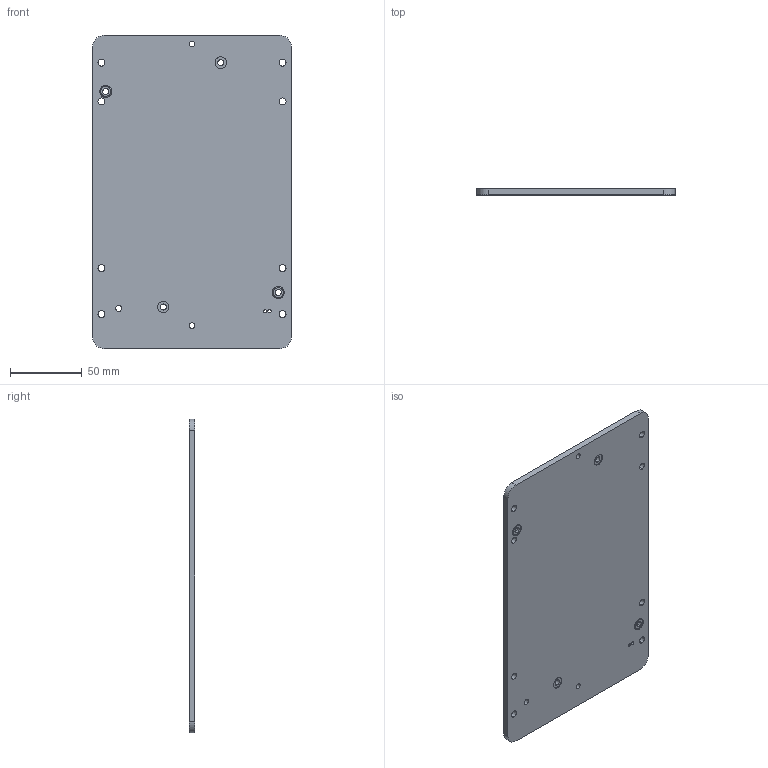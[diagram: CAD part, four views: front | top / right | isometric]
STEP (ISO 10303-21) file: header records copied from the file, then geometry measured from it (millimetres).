
FILE_DESCRIPTION (( 'STEP AP214' ), '1' );
FILE_NAME ('INGUN_112528.STEP', '2022-06-30T13:23:41', ( '' ), ( '' ), 'SwSTEP 2.0', 'SolidWorks 2018', '' );
FILE_SCHEMA (( 'AUTOMOTIVE_DESIGN' ));
Length unit declared in the file: millimetre
Products named in the file (3): 112528~0; Gewindebuchse~n_M05-03,9 offen; INGUN_112528
Assembly tree (3 placements, depth 2):
  INGUN_112528
    112528~0
    Gewindebuchse~n_M05-03,9 offen  x2
Bounding box: 138 x 4 x 218 mm (x, y, z)
Volume: 119052.3 mm3; surface area: 63704.2 mm2
Topology: 3 solids, 3 shells, 330 faces, 772 edges, 512 vertices
Faces by surface type: plane 264, cylinder 58, torus 8
Entity records: 5853 total; most frequent: DIRECTION 1037, CARTESIAN_POINT 966, ORIENTED_EDGE 922, EDGE_CURVE 461, AXIS2_PLACEMENT_3D 377, VERTEX_POINT 306, LINE 283, VECTOR 283
